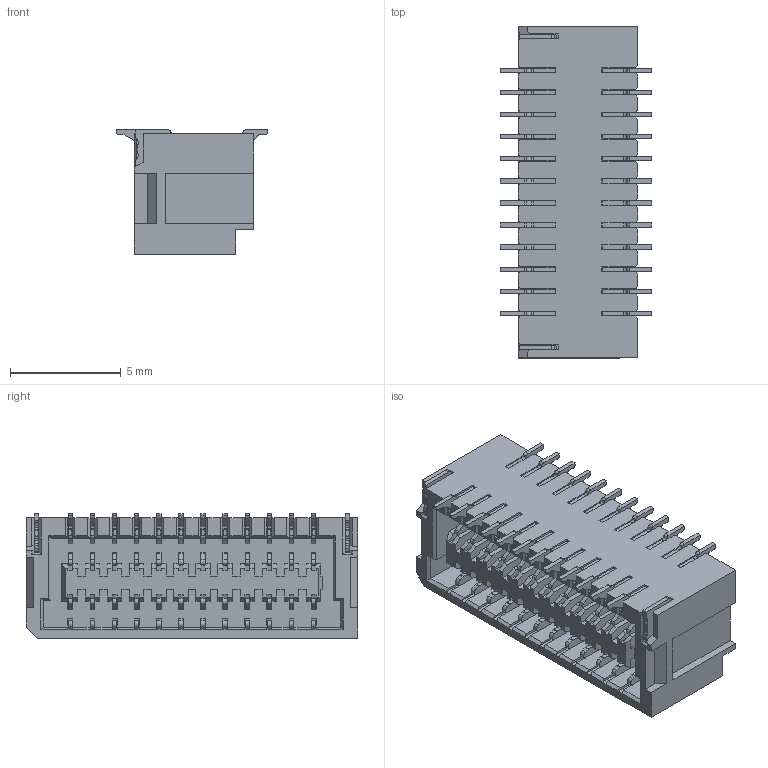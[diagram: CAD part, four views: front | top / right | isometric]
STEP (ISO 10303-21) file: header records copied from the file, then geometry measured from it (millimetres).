
FILE_DESCRIPTION (( 'STEP AP203' ), '1' );
FILE_NAME ('FWF10013-D24B83NAM.STEP', '2025-11-21T03:42:29', ( '' ), ( '' ), 'SwSTEP 2.0', 'SolidWorks 2021', '' );
FILE_SCHEMA (( 'CONFIG_CONTROL_DESIGN' ));
Products named in the file (1): FWF10013-D24B83NAM
Bounding box: 6.86 x 15 x 5.62 mm (x, y, z)
Volume: 291.9 mm3; surface area: 1274.9 mm2
Topology: 1 solids, 13 shells, 2816 faces, 8735 edges, 5736 vertices
Faces by surface type: plane 2074, bspline 742
Entity records: 109044 total; most frequent: CARTESIAN_POINT 37056, ORIENTED_EDGE 17470, DIRECTION 11289, EDGE_CURVE 8735, LINE 7139, VECTOR 7139, VERTEX_POINT 5736, EDGE_LOOP 2907
